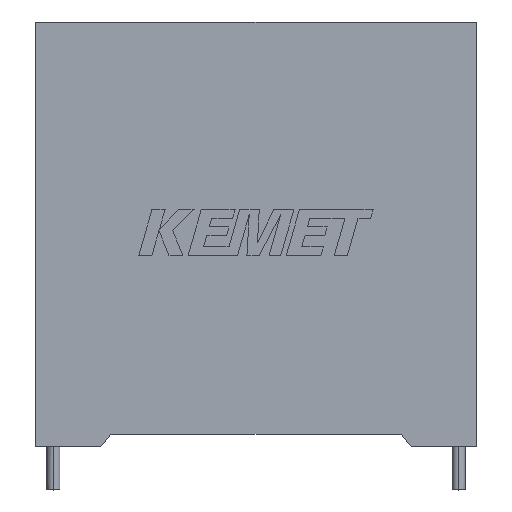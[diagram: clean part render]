
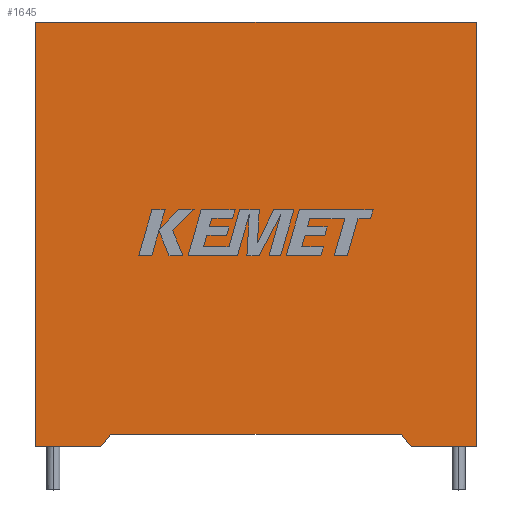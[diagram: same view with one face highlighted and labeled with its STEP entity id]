
A CAD part, top view. The second image highlights one B-rep face of the part: STEP entity #1645.
In plain terms, the highlighted planar face has unit normal (0, 0, 1).
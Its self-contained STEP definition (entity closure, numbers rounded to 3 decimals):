
#34 = VERTEX_POINT ( 'NONE', #2954 ) ;
#64 = VERTEX_POINT ( 'NONE', #620 ) ;
#117 = LINE ( 'NONE', #3231, #3018 ) ;
#163 = LINE ( 'NONE', #960, #3060 ) ;
#170 = VERTEX_POINT ( 'NONE', #1684 ) ;
#201 = AXIS2_PLACEMENT_3D ( 'NONE', #364, #621, #1996 ) ;
#364 = CARTESIAN_POINT ( 'NONE',  ( 0., 0., 19.3 ) ) ;
#392 = PLANE ( 'NONE',  #201 ) ;
#396 = LINE ( 'NONE', #2840, #1867 ) ;
#406 = VERTEX_POINT ( 'NONE', #2376 ) ;
#434 = ORIENTED_EDGE ( 'NONE', *, *, #1705, .T. ) ;
#488 = DIRECTION ( 'NONE',  ( -1., 0., 0. ) ) ;
#503 = CARTESIAN_POINT ( 'NONE',  ( 34.75, 0., 19.3 ) ) ;
#620 = CARTESIAN_POINT ( 'NONE',  ( 6.05, 0., 19.3 ) ) ;
#621 = DIRECTION ( 'NONE',  ( 0., 0., -1. ) ) ;
#659 = LINE ( 'NONE', #773, #708 ) ;
#708 = VECTOR ( 'NONE', #488, 1000. ) ;
#773 = CARTESIAN_POINT ( 'NONE',  ( 20.4, 1.155, 19.3 ) ) ;
#793 = ORIENTED_EDGE ( 'NONE', *, *, #2416, .T. ) ;
#960 = CARTESIAN_POINT ( 'NONE',  ( 33.85, 1.155, 19.3 ) ) ;
#1017 = CARTESIAN_POINT ( 'NONE',  ( 0., 39.3, 19.3 ) ) ;
#1030 = VECTOR ( 'NONE', #2110, 1000. ) ;
#1097 = VERTEX_POINT ( 'NONE', #1017 ) ;
#1171 = EDGE_CURVE ( 'NONE', #1853, #2547, #1451, .T. ) ;
#1193 = EDGE_CURVE ( 'NONE', #1097, #406, #3413, .T. ) ;
#1207 = DIRECTION ( 'NONE',  ( 1., 0., 0. ) ) ;
#1279 = ORIENTED_EDGE ( 'NONE', *, *, #1193, .T. ) ;
#1451 = LINE ( 'NONE', #2600, #1030 ) ;
#1591 = EDGE_CURVE ( 'NONE', #2547, #1097, #117, .T. ) ;
#1645 = ADVANCED_FACE ( 'NONE', ( #3188 ), #392, .F. ) ;
#1647 = DIRECTION ( 'NONE',  ( -1., 0., 0. ) ) ;
#1680 = CARTESIAN_POINT ( 'NONE',  ( 6.95, 1.155, 19.3 ) ) ;
#1684 = CARTESIAN_POINT ( 'NONE',  ( 6.95, 1.155, 19.3 ) ) ;
#1704 = VECTOR ( 'NONE', #1207, 1000. ) ;
#1705 = EDGE_CURVE ( 'NONE', #34, #2574, #163, .T. ) ;
#1748 = LINE ( 'NONE', #2837, #1704 ) ;
#1821 = CARTESIAN_POINT ( 'NONE',  ( 0., 0., 19.3 ) ) ;
#1853 = VERTEX_POINT ( 'NONE', #2141 ) ;
#1867 = VECTOR ( 'NONE', #3092, 1000. ) ;
#1924 = EDGE_CURVE ( 'NONE', #170, #64, #2529, .T. ) ;
#1996 = DIRECTION ( 'NONE',  ( -1., 0., 0. ) ) ;
#2057 = DIRECTION ( 'NONE',  ( 0.615, -0.789, 0. ) ) ;
#2063 = DIRECTION ( 'NONE',  ( 0., -1., 0. ) ) ;
#2104 = CARTESIAN_POINT ( 'NONE',  ( 40.8, 39.3, 19.3 ) ) ;
#2110 = DIRECTION ( 'NONE',  ( 0., 1., 0. ) ) ;
#2141 = CARTESIAN_POINT ( 'NONE',  ( 40.8, 0., 19.3 ) ) ;
#2144 = EDGE_LOOP ( 'NONE', ( #2493, #434, #3232, #3269, #2488, #1279, #793, #2377 ) ) ;
#2199 = DIRECTION ( 'NONE',  ( -0.615, -0.789, 0. ) ) ;
#2376 = CARTESIAN_POINT ( 'NONE',  ( 0., 0., 19.3 ) ) ;
#2377 = ORIENTED_EDGE ( 'NONE', *, *, #1924, .F. ) ;
#2416 = EDGE_CURVE ( 'NONE', #406, #64, #396, .T. ) ;
#2488 = ORIENTED_EDGE ( 'NONE', *, *, #1591, .T. ) ;
#2493 = ORIENTED_EDGE ( 'NONE', *, *, #2500, .F. ) ;
#2500 = EDGE_CURVE ( 'NONE', #34, #170, #659, .T. ) ;
#2529 = LINE ( 'NONE', #1680, #2612 ) ;
#2547 = VERTEX_POINT ( 'NONE', #2104 ) ;
#2574 = VERTEX_POINT ( 'NONE', #503 ) ;
#2600 = CARTESIAN_POINT ( 'NONE',  ( 40.8, 0., 19.3 ) ) ;
#2612 = VECTOR ( 'NONE', #2199, 1000. ) ;
#2837 = CARTESIAN_POINT ( 'NONE',  ( 0., 0., 19.3 ) ) ;
#2840 = CARTESIAN_POINT ( 'NONE',  ( 0., 0., 19.3 ) ) ;
#2954 = CARTESIAN_POINT ( 'NONE',  ( 33.85, 1.155, 19.3 ) ) ;
#2963 = EDGE_CURVE ( 'NONE', #2574, #1853, #1748, .T. ) ;
#2987 = VECTOR ( 'NONE', #2063, 1000. ) ;
#3018 = VECTOR ( 'NONE', #1647, 1000. ) ;
#3060 = VECTOR ( 'NONE', #2057, 1000. ) ;
#3092 = DIRECTION ( 'NONE',  ( 1., 0., 0. ) ) ;
#3188 = FACE_OUTER_BOUND ( 'NONE', #2144, .T. ) ;
#3231 = CARTESIAN_POINT ( 'NONE',  ( 0., 39.3, 19.3 ) ) ;
#3232 = ORIENTED_EDGE ( 'NONE', *, *, #2963, .T. ) ;
#3269 = ORIENTED_EDGE ( 'NONE', *, *, #1171, .T. ) ;
#3413 = LINE ( 'NONE', #1821, #2987 ) ;
